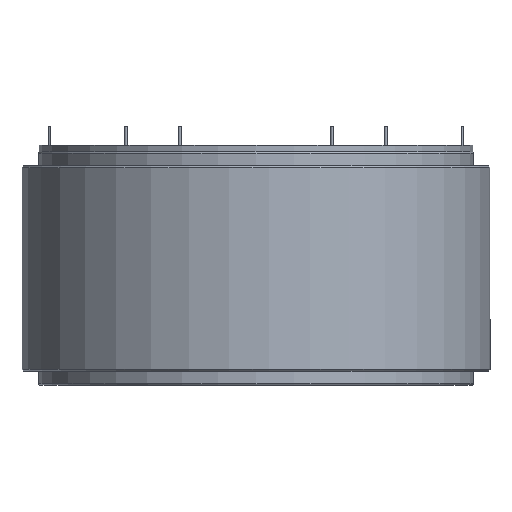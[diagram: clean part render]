
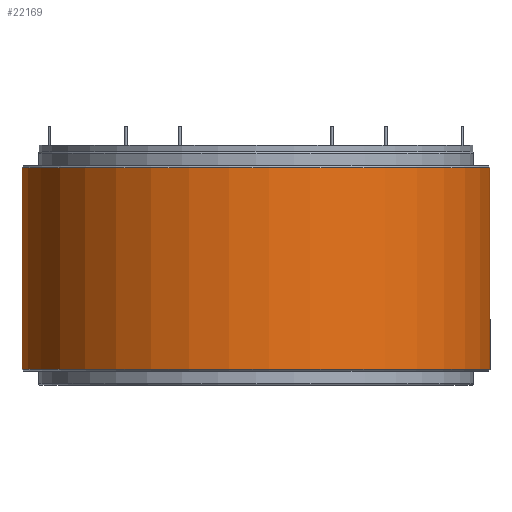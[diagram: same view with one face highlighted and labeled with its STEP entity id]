
A CAD part, front view. The second image highlights one B-rep face of the part: STEP entity #22169.
In plain terms, the highlighted cylindrical face has radius 56.2 mm (diameter 112.4 mm), a full revolution.
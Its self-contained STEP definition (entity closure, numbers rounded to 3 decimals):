
#1719=LINE('',#39613,#2694);
#2694=VECTOR('',#33186,56.2);
#3295=CYLINDRICAL_SURFACE('',#25530,56.2);
#4859=FACE_OUTER_BOUND('',#6423,.T.);
#6423=EDGE_LOOP('',(#18854,#18855,#18856,#18857,#18858,#18859));
#8211=CIRCLE('',#25283,56.2);
#8212=CIRCLE('',#25284,56.2);
#8294=CIRCLE('',#25473,56.2);
#8295=CIRCLE('',#25474,56.2);
#9841=VERTEX_POINT('',#38958);
#9842=VERTEX_POINT('',#38960);
#9924=VERTEX_POINT('',#39534);
#9925=VERTEX_POINT('',#39536);
#12684=EDGE_CURVE('',#9842,#9841,#8211,.T.);
#12685=EDGE_CURVE('',#9841,#9842,#8212,.T.);
#12910=EDGE_CURVE('',#9925,#9924,#8294,.T.);
#12911=EDGE_CURVE('',#9924,#9925,#8295,.T.);
#12930=EDGE_CURVE('',#9925,#9842,#1719,.T.);
#18854=ORIENTED_EDGE('',*,*,#12910,.T.);
#18855=ORIENTED_EDGE('',*,*,#12911,.T.);
#18856=ORIENTED_EDGE('',*,*,#12930,.T.);
#18857=ORIENTED_EDGE('',*,*,#12684,.T.);
#18858=ORIENTED_EDGE('',*,*,#12685,.T.);
#18859=ORIENTED_EDGE('',*,*,#12930,.F.);
#22169=ADVANCED_FACE('',(#4859),#3295,.T.);
#25283=AXIS2_PLACEMENT_3D('',#38961,#32609,#32610);
#25284=AXIS2_PLACEMENT_3D('',#38962,#32611,#32612);
#25473=AXIS2_PLACEMENT_3D('',#39537,#33052,#33053);
#25474=AXIS2_PLACEMENT_3D('',#39538,#33054,#33055);
#25530=AXIS2_PLACEMENT_3D('',#39612,#33184,#33185);
#32609=DIRECTION('center_axis',(0.,0.,1.));
#32610=DIRECTION('ref_axis',(0.998,0.057,0.));
#32611=DIRECTION('center_axis',(0.,0.,1.));
#32612=DIRECTION('ref_axis',(0.998,0.057,0.));
#33052=DIRECTION('center_axis',(0.,0.,-1.));
#33053=DIRECTION('ref_axis',(0.998,0.057,0.));
#33054=DIRECTION('center_axis',(0.,0.,-1.));
#33055=DIRECTION('ref_axis',(0.998,0.057,0.));
#33184=DIRECTION('center_axis',(0.,0.,1.));
#33185=DIRECTION('ref_axis',(0.998,0.057,0.));
#33186=DIRECTION('',(0.,0.,-1.));
#38958=CARTESIAN_POINT('',(3.201,-56.109,-24.2));
#38960=CARTESIAN_POINT('',(-56.109,-3.201,-24.2));
#38961=CARTESIAN_POINT('Origin',(0.,0.,-24.2));
#38962=CARTESIAN_POINT('Origin',(0.,0.,-24.2));
#39534=CARTESIAN_POINT('',(3.201,-56.109,24.2));
#39536=CARTESIAN_POINT('',(-56.109,-3.201,24.2));
#39537=CARTESIAN_POINT('Origin',(0.,0.,24.2));
#39538=CARTESIAN_POINT('Origin',(0.,0.,24.2));
#39612=CARTESIAN_POINT('Origin',(0.,0.,0.));
#39613=CARTESIAN_POINT('',(-56.109,-3.201,0.));
